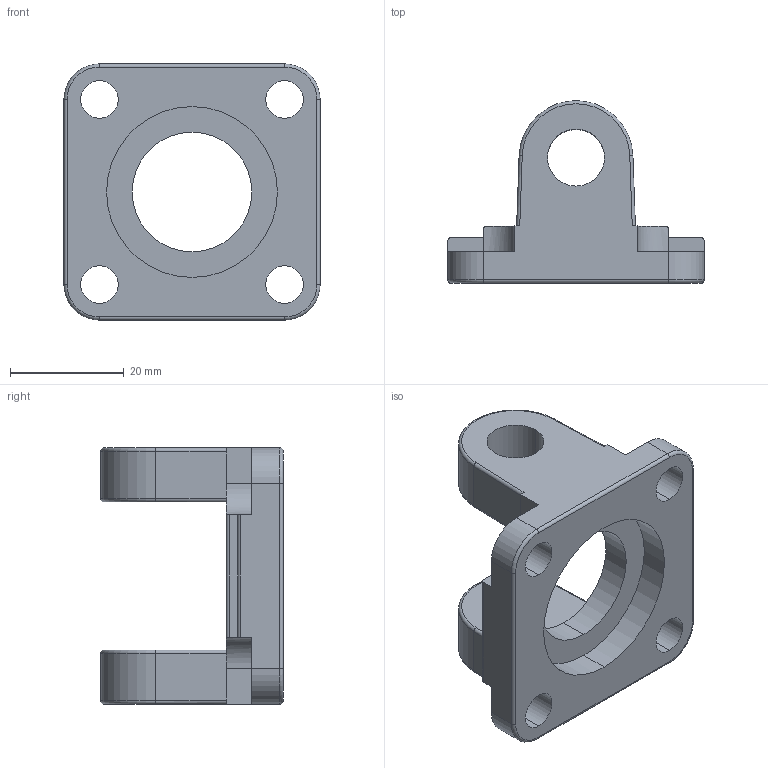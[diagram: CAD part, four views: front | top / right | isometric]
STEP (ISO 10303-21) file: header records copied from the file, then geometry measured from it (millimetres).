
FILE_DESCRIPTION (( 'STEP AP203' ), '1' );
FILE_NAME ('IN17-32.STEP', '2015-09-17T09:26:31', ( 'utente11' ), ( '' ), 'SwSTEP 2.0', 'SolidWorks 2015', '' );
FILE_SCHEMA (( 'CONFIG_CONTROL_DESIGN' ));
Length unit declared in the file: millimetre
Products named in the file (1): IN17-32
Bounding box: 45 x 32 x 45 mm (x, y, z)
Volume: 17260.8 mm3; surface area: 8358.1 mm2
Topology: 1 solids, 1 shells, 79 faces, 208 edges, 132 vertices
Faces by surface type: cylinder 42, plane 29, torus 8
Entity records: 2559 total; most frequent: CARTESIAN_POINT 464, DIRECTION 436, ORIENTED_EDGE 416, EDGE_CURVE 208, AXIS2_PLACEMENT_3D 160, VERTEX_POINT 132, LINE 116, VECTOR 116
